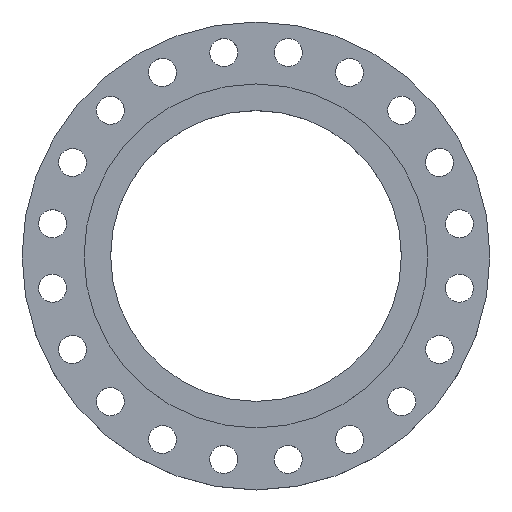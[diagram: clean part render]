
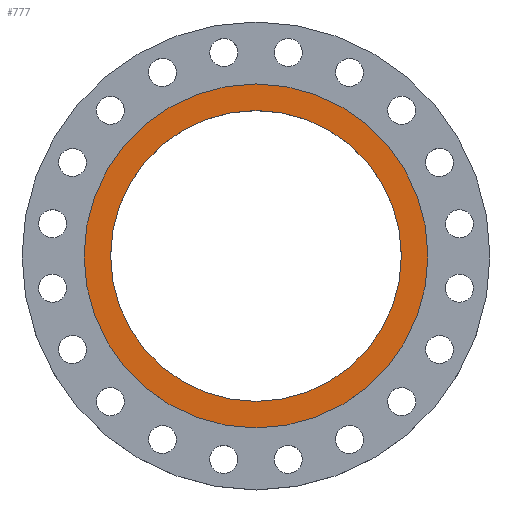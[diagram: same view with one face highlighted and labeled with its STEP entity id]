
A CAD part, top view. The second image highlights one B-rep face of the part: STEP entity #777.
In plain terms, the highlighted planar face has unit normal (0, 0, 1).
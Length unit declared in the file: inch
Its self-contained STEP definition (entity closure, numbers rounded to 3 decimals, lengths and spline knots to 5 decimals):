
#26 = CIRCLE ( 'NONE', #731, 10.75 ) ;
#59 = EDGE_CURVE ( 'NONE', #697, #288, #1612, .T. ) ;
#184 = DIRECTION ( 'NONE',  ( 0., 0., 1. ) ) ;
#189 = CARTESIAN_POINT ( 'NONE',  ( 9.09, 0., 0. ) ) ;
#283 = VERTEX_POINT ( 'NONE', #493 ) ;
#288 = VERTEX_POINT ( 'NONE', #189 ) ;
#325 = ORIENTED_EDGE ( 'NONE', *, *, #59, .F. ) ;
#336 = AXIS2_PLACEMENT_3D ( 'NONE', #523, #1115, #1689 ) ;
#342 = AXIS2_PLACEMENT_3D ( 'NONE', #800, #1201, #926 ) ;
#400 = FACE_BOUND ( 'NONE', #1121, .T. ) ;
#405 = VERTEX_POINT ( 'NONE', #974 ) ;
#464 = CARTESIAN_POINT ( 'NONE',  ( -9.09, 0., 0. ) ) ;
#474 = AXIS2_PLACEMENT_3D ( 'NONE', #1040, #729, #1190 ) ;
#493 = CARTESIAN_POINT ( 'NONE',  ( 10.75, 0., 0. ) ) ;
#523 = CARTESIAN_POINT ( 'NONE',  ( 0., 0., 0. ) ) ;
#546 = FACE_OUTER_BOUND ( 'NONE', #1532, .T. ) ;
#555 = DIRECTION ( 'NONE',  ( 0., 0., 1. ) ) ;
#624 = AXIS2_PLACEMENT_3D ( 'NONE', #995, #555, #1842 ) ;
#697 = VERTEX_POINT ( 'NONE', #464 ) ;
#729 = DIRECTION ( 'NONE',  ( 0., 0., 1. ) ) ;
#731 = AXIS2_PLACEMENT_3D ( 'NONE', #1783, #184, #789 ) ;
#777 = ADVANCED_FACE ( 'NONE', ( #400, #546 ), #1128, .T. ) ;
#789 = DIRECTION ( 'NONE',  ( 1., 0., 0. ) ) ;
#800 = CARTESIAN_POINT ( 'NONE',  ( 0., 0., 0. ) ) ;
#821 = EDGE_CURVE ( 'NONE', #283, #405, #1476, .T. ) ;
#849 = ORIENTED_EDGE ( 'NONE', *, *, #1772, .F. ) ;
#926 = DIRECTION ( 'NONE',  ( 1., 0., 0. ) ) ;
#974 = CARTESIAN_POINT ( 'NONE',  ( -10.75, 0., 0. ) ) ;
#987 = ORIENTED_EDGE ( 'NONE', *, *, #1813, .T. ) ;
#995 = CARTESIAN_POINT ( 'NONE',  ( 0., 0., 0. ) ) ;
#1040 = CARTESIAN_POINT ( 'NONE',  ( 0., 0., 0. ) ) ;
#1115 = DIRECTION ( 'NONE',  ( 0., 0., 1. ) ) ;
#1121 = EDGE_LOOP ( 'NONE', ( #849, #325 ) ) ;
#1128 = PLANE ( 'NONE',  #624 ) ;
#1190 = DIRECTION ( 'NONE',  ( 1., 0., 0. ) ) ;
#1201 = DIRECTION ( 'NONE',  ( 0., 0., 1. ) ) ;
#1284 = ORIENTED_EDGE ( 'NONE', *, *, #821, .T. ) ;
#1476 = CIRCLE ( 'NONE', #336, 10.75 ) ;
#1532 = EDGE_LOOP ( 'NONE', ( #1284, #987 ) ) ;
#1612 = CIRCLE ( 'NONE', #474, 9.09 ) ;
#1689 = DIRECTION ( 'NONE',  ( 1., 0., 0. ) ) ;
#1772 = EDGE_CURVE ( 'NONE', #288, #697, #1882, .T. ) ;
#1783 = CARTESIAN_POINT ( 'NONE',  ( 0., 0., 0. ) ) ;
#1813 = EDGE_CURVE ( 'NONE', #405, #283, #26, .T. ) ;
#1842 = DIRECTION ( 'NONE',  ( 1., 0., 0. ) ) ;
#1882 = CIRCLE ( 'NONE', #342, 9.09 ) ;
